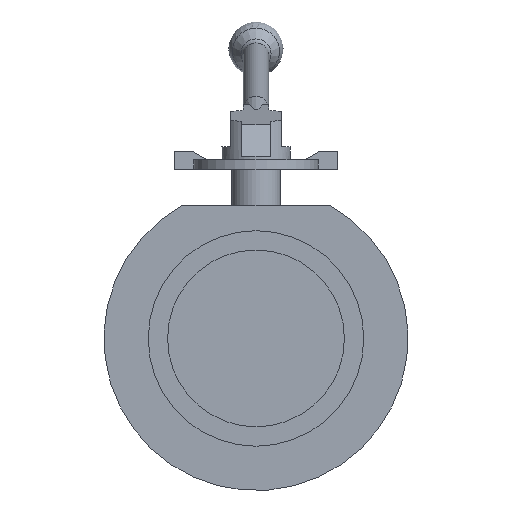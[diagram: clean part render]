
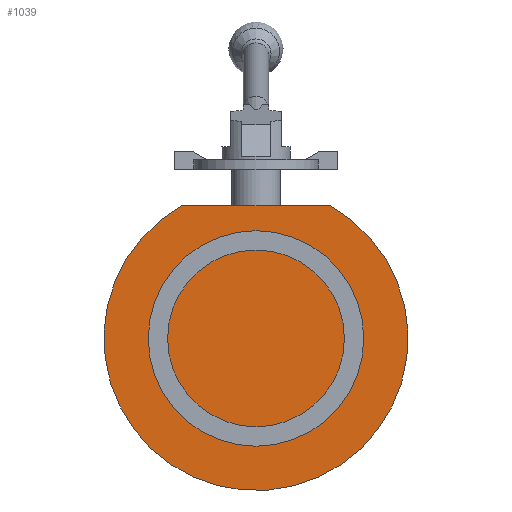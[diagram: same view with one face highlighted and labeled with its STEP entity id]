
A CAD part, front view. The second image highlights one B-rep face of the part: STEP entity #1039.
In plain terms, the highlighted planar face has unit normal (0, -1, 0).
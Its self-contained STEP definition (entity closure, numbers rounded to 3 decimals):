
#82=CIRCLE('',#1185,84.);
#118=FACE_OUTER_BOUND('',#178,.T.);
#178=EDGE_LOOP('',(#779,#780));
#270=LINE('',#1642,#379);
#379=VECTOR('',#1343,10.);
#476=VERTEX_POINT('',#1640);
#477=VERTEX_POINT('',#1641);
#588=EDGE_CURVE('',#476,#477,#270,.T.);
#589=EDGE_CURVE('',#477,#476,#82,.T.);
#779=ORIENTED_EDGE('',*,*,#588,.F.);
#780=ORIENTED_EDGE('',*,*,#589,.F.);
#996=PLANE('',#1184);
#1039=ADVANCED_FACE('',(#118),#996,.F.);
#1184=AXIS2_PLACEMENT_3D('',#1639,#1341,#1342);
#1185=AXIS2_PLACEMENT_3D('',#1643,#1344,#1345);
#1341=DIRECTION('center_axis',(0.,1.,0.));
#1342=DIRECTION('ref_axis',(0.,0.,1.));
#1343=DIRECTION('',(1.,0.,0.));
#1344=DIRECTION('center_axis',(0.,1.,0.));
#1345=DIRECTION('ref_axis',(0.488,0.,0.873));
#1639=CARTESIAN_POINT('Origin',(0.,-20.,5.418));
#1640=CARTESIAN_POINT('',(-41.026,-20.,73.3));
#1641=CARTESIAN_POINT('',(41.026,-20.,73.3));
#1642=CARTESIAN_POINT('',(-41.026,-20.,73.3));
#1643=CARTESIAN_POINT('Origin',(0.,-20.,0.));
